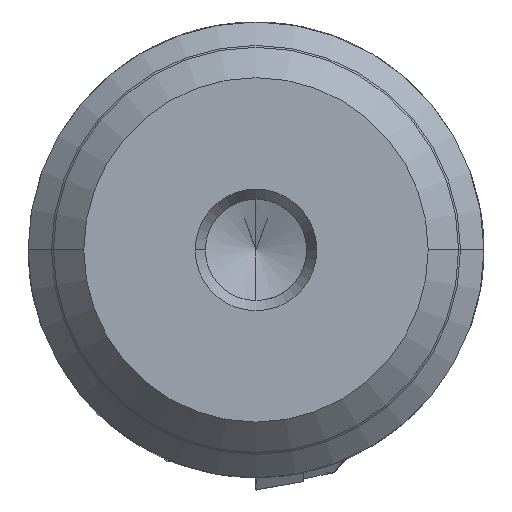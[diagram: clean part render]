
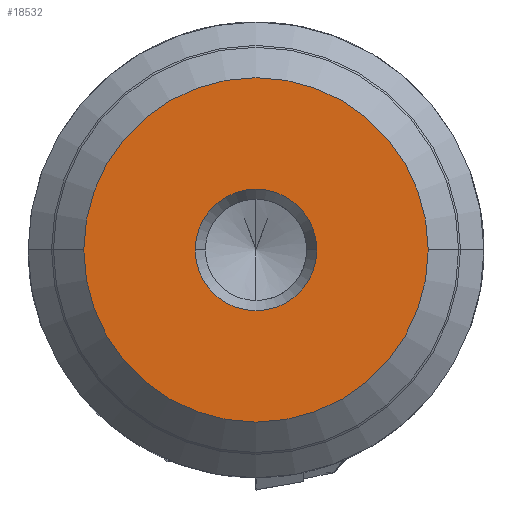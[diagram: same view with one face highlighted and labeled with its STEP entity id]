
A CAD part, left-side view. The second image highlights one B-rep face of the part: STEP entity #18532.
In plain terms, the highlighted planar face has unit normal (-1, 0, 0).
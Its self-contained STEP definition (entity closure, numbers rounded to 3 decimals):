
#1269 = AXIS2_PLACEMENT_3D ( 'NONE', #28650, #18361, #16604 ) ;
#1369 = CIRCLE ( 'NONE', #20168, 3. ) ;
#2035 = ORIENTED_EDGE ( 'NONE', *, *, #31352, .F. ) ;
#2777 = CIRCLE ( 'NONE', #21562, 8.5 ) ;
#3689 = DIRECTION ( 'NONE',  ( 0., 1., 0. ) ) ;
#3757 = EDGE_CURVE ( 'NONE', #11564, #21166, #8510, .T. ) ;
#4924 = DIRECTION ( 'NONE',  ( 0., 1., 0. ) ) ;
#7473 = DIRECTION ( 'NONE',  ( 1., 0., 0. ) ) ;
#8258 = CARTESIAN_POINT ( 'NONE',  ( -147.5, 0., 0. ) ) ;
#8510 = CIRCLE ( 'NONE', #20207, 3. ) ;
#8580 = DIRECTION ( 'NONE',  ( 1., 0., 0. ) ) ;
#8624 = FACE_OUTER_BOUND ( 'NONE', #9561, .T. ) ;
#9561 = EDGE_LOOP ( 'NONE', ( #2035, #20052 ) ) ;
#10703 = ORIENTED_EDGE ( 'NONE', *, *, #27653, .T. ) ;
#10819 = CIRCLE ( 'NONE', #26551, 8.5 ) ;
#11564 = VERTEX_POINT ( 'NONE', #20914 ) ;
#11620 = CARTESIAN_POINT ( 'NONE',  ( -147.5, 0., 0. ) ) ;
#15708 = CARTESIAN_POINT ( 'NONE',  ( -147.5, 8.5, 0. ) ) ;
#16604 = DIRECTION ( 'NONE',  ( 0., -1., 0. ) ) ;
#16905 = CARTESIAN_POINT ( 'NONE',  ( -147.5, 0., 0. ) ) ;
#18157 = DIRECTION ( 'NONE',  ( 0., 1., 0. ) ) ;
#18282 = EDGE_CURVE ( 'NONE', #26331, #30011, #2777, .T. ) ;
#18361 = DIRECTION ( 'NONE',  ( -1., 0., 0. ) ) ;
#18532 = ADVANCED_FACE ( 'NONE', ( #26266, #8624 ), #25626, .T. ) ;
#19599 = CARTESIAN_POINT ( 'NONE',  ( -147.5, -8.5, 0. ) ) ;
#20052 = ORIENTED_EDGE ( 'NONE', *, *, #18282, .F. ) ;
#20168 = AXIS2_PLACEMENT_3D ( 'NONE', #8258, #8580, #18157 ) ;
#20207 = AXIS2_PLACEMENT_3D ( 'NONE', #11620, #21632, #31341 ) ;
#20914 = CARTESIAN_POINT ( 'NONE',  ( -147.5, -3., 0. ) ) ;
#21166 = VERTEX_POINT ( 'NONE', #25147 ) ;
#21562 = AXIS2_PLACEMENT_3D ( 'NONE', #16905, #7473, #4924 ) ;
#21632 = DIRECTION ( 'NONE',  ( 1., 0., 0. ) ) ;
#23094 = DIRECTION ( 'NONE',  ( 1., 0., 0. ) ) ;
#24045 = EDGE_LOOP ( 'NONE', ( #31462, #10703 ) ) ;
#25147 = CARTESIAN_POINT ( 'NONE',  ( -147.5, 3., 0. ) ) ;
#25473 = CARTESIAN_POINT ( 'NONE',  ( -147.5, 0., 0. ) ) ;
#25626 = PLANE ( 'NONE',  #1269 ) ;
#26266 = FACE_BOUND ( 'NONE', #24045, .T. ) ;
#26331 = VERTEX_POINT ( 'NONE', #19599 ) ;
#26551 = AXIS2_PLACEMENT_3D ( 'NONE', #25473, #23094, #3689 ) ;
#27653 = EDGE_CURVE ( 'NONE', #21166, #11564, #1369, .T. ) ;
#28650 = CARTESIAN_POINT ( 'NONE',  ( -147.5, 3., 0. ) ) ;
#30011 = VERTEX_POINT ( 'NONE', #15708 ) ;
#31341 = DIRECTION ( 'NONE',  ( 0., 1., 0. ) ) ;
#31352 = EDGE_CURVE ( 'NONE', #30011, #26331, #10819, .T. ) ;
#31462 = ORIENTED_EDGE ( 'NONE', *, *, #3757, .T. ) ;
